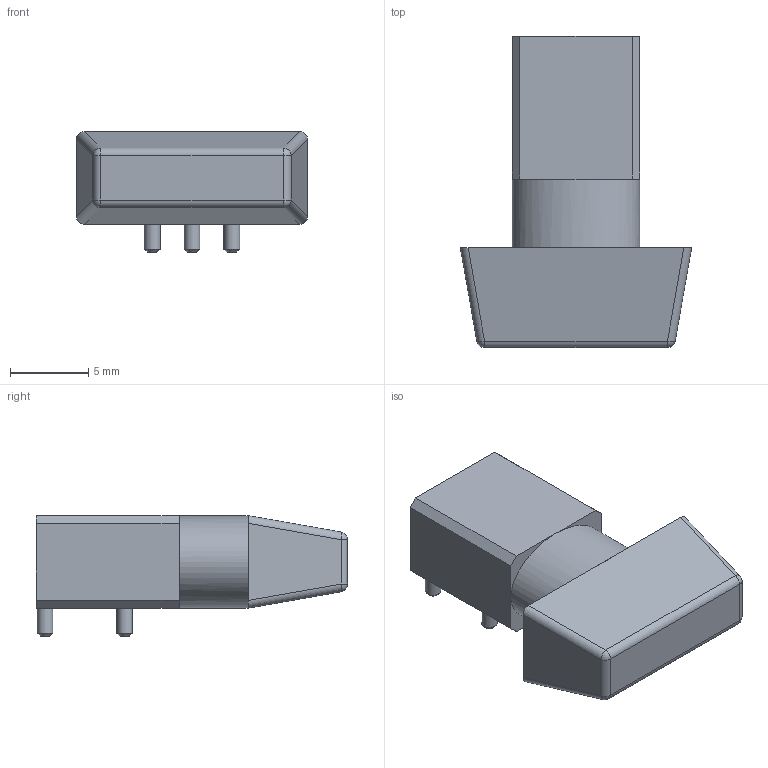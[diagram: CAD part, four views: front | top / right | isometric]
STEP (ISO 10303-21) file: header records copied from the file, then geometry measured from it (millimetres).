
FILE_DESCRIPTION(/* description */ (''),/* implementation_level */ '2;1');
FILE_NAME(/* name */ 'RS Pro 734-6918.step',/* time_stamp */ '2018-12-20T12:57:55+00:00',/* author */ ('eric.n.tech'),/* organization */ (''),/* preprocessor_version */ 'ST-DEVELOPER v17.2',/* originating_system */ 'Autodesk Translation Framework v7.6.0.251',/* authorisation */ '');
FILE_SCHEMA (('AUTOMOTIVE_DESIGN { 1 0 10303 214 3 1 1 }'));
Length unit declared in the file: millimetre
Products named in the file (1): RS Pro 734-6918
Bounding box: 14.75 x 19.85 x 7.7 mm (x, y, z)
Volume: 1020 mm3; surface area: 824.2 mm2
Topology: 2 solids, 2 shells, 48 faces, 95 edges, 56 vertices
Faces by surface type: plane 25, cylinder 13, cone 5, sphere 4, bspline 1
Full cylindrical faces by diameter (mm): 1 x5
Entity records: 1315 total; most frequent: DIRECTION 227, CARTESIAN_POINT 217, ORIENTED_EDGE 190, EDGE_CURVE 95, AXIS2_PLACEMENT_3D 84, LINE 59, VECTOR 59, VERTEX_POINT 56
